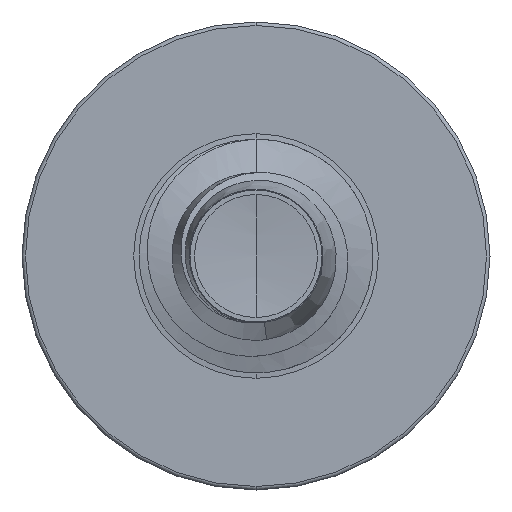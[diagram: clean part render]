
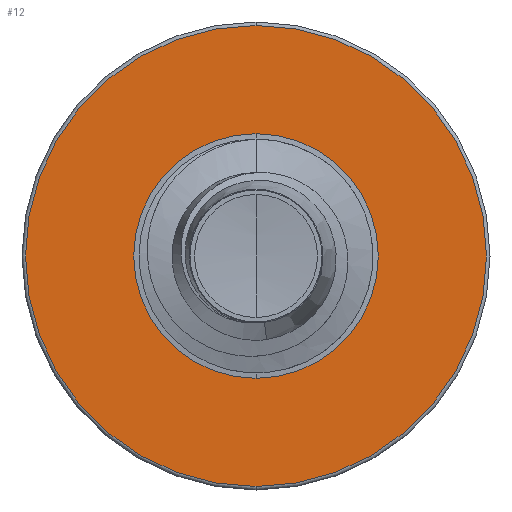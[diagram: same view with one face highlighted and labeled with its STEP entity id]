
A CAD part, front view. The second image highlights one B-rep face of the part: STEP entity #12.
In plain terms, the highlighted planar face has unit normal (0, -1, 0).
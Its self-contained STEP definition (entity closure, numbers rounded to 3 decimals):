
#12 = ADVANCED_FACE ( 'NONE', ( #9894, #9896 ), #8580, .F. ) ;
#46 = CIRCLE ( 'NONE', #3196, 2.167 ) ;
#274 = CARTESIAN_POINT ( 'NONE',  ( 0., 2.25, -1.15 ) ) ;
#741 = DIRECTION ( 'NONE',  ( 0., 0., 1. ) ) ;
#747 = DIRECTION ( 'NONE',  ( 0., 1., 0. ) ) ;
#760 = CARTESIAN_POINT ( 'NONE',  ( 0., 2.25, 0. ) ) ;
#1222 = EDGE_LOOP ( 'NONE', ( #7921, #6392 ) ) ;
#1324 = CIRCLE ( 'NONE', #2379, 1.15 ) ;
#1440 = ORIENTED_EDGE ( 'NONE', *, *, #4922, .F. ) ;
#2379 = AXIS2_PLACEMENT_3D ( 'NONE', #7037, #7031, #7029 ) ;
#3196 = AXIS2_PLACEMENT_3D ( 'NONE', #7830, #7822, #7819 ) ;
#3899 = ORIENTED_EDGE ( 'NONE', *, *, #5436, .F. ) ;
#4922 = EDGE_CURVE ( 'NONE', #5807, #5828, #9740, .T. ) ;
#5436 = EDGE_CURVE ( 'NONE', #5828, #5807, #46, .T. ) ;
#5738 = EDGE_CURVE ( 'NONE', #9684, #9041, #1324, .T. ) ;
#5807 = VERTEX_POINT ( 'NONE', #6886 ) ;
#5828 = VERTEX_POINT ( 'NONE', #6702 ) ;
#6392 = ORIENTED_EDGE ( 'NONE', *, *, #9417, .T. ) ;
#6702 = CARTESIAN_POINT ( 'NONE',  ( 0., 2.25, -2.167 ) ) ;
#6825 = CIRCLE ( 'NONE', #7928, 1.15 ) ;
#6886 = CARTESIAN_POINT ( 'NONE',  ( 0., 2.25, 2.167 ) ) ;
#6960 = EDGE_LOOP ( 'NONE', ( #1440, #3899 ) ) ;
#7029 = DIRECTION ( 'NONE',  ( 0., 0., 1. ) ) ;
#7031 = DIRECTION ( 'NONE',  ( 0., 1., 0. ) ) ;
#7037 = CARTESIAN_POINT ( 'NONE',  ( 0., 2.25, 0. ) ) ;
#7819 = DIRECTION ( 'NONE',  ( 0., 0., 1. ) ) ;
#7822 = DIRECTION ( 'NONE',  ( 0., 1., 0. ) ) ;
#7830 = CARTESIAN_POINT ( 'NONE',  ( 0., 2.25, 0. ) ) ;
#7921 = ORIENTED_EDGE ( 'NONE', *, *, #5738, .T. ) ;
#7928 = AXIS2_PLACEMENT_3D ( 'NONE', #9899, #9888, #9882 ) ;
#8228 = AXIS2_PLACEMENT_3D ( 'NONE', #760, #747, #741 ) ;
#8331 = DIRECTION ( 'NONE',  ( 0., 0., 1. ) ) ;
#8580 = PLANE ( 'NONE',  #8602 ) ;
#8602 = AXIS2_PLACEMENT_3D ( 'NONE', #9256, #9426, #8331 ) ;
#8868 = CARTESIAN_POINT ( 'NONE',  ( 0., 2.25, 1.15 ) ) ;
#9041 = VERTEX_POINT ( 'NONE', #274 ) ;
#9256 = CARTESIAN_POINT ( 'NONE',  ( 0., 2.25, -1.15 ) ) ;
#9417 = EDGE_CURVE ( 'NONE', #9041, #9684, #6825, .T. ) ;
#9426 = DIRECTION ( 'NONE',  ( 0., 1., 0. ) ) ;
#9684 = VERTEX_POINT ( 'NONE', #8868 ) ;
#9740 = CIRCLE ( 'NONE', #8228, 2.167 ) ;
#9882 = DIRECTION ( 'NONE',  ( 0., 0., 1. ) ) ;
#9888 = DIRECTION ( 'NONE',  ( 0., 1., 0. ) ) ;
#9894 = FACE_OUTER_BOUND ( 'NONE', #6960, .T. ) ;
#9896 = FACE_BOUND ( 'NONE', #1222, .T. ) ;
#9899 = CARTESIAN_POINT ( 'NONE',  ( 0., 2.25, 0. ) ) ;
